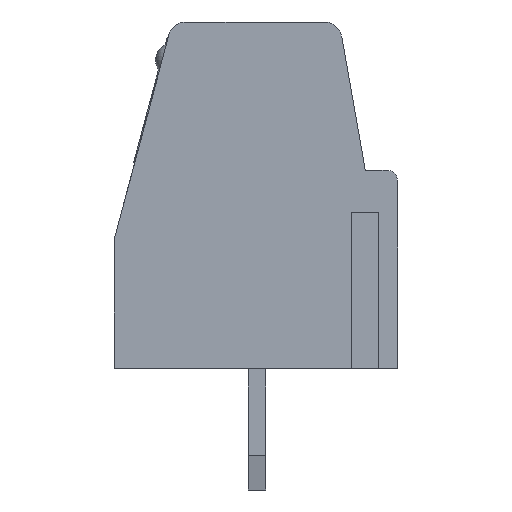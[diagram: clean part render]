
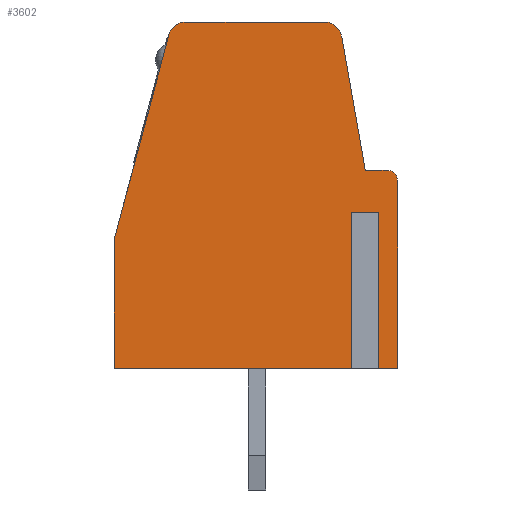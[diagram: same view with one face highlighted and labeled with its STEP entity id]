
A CAD part, left-side view. The second image highlights one B-rep face of the part: STEP entity #3602.
In plain terms, the highlighted planar face has unit normal (-1, 0, 0).
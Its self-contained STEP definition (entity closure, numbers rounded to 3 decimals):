
#3602=ADVANCED_FACE('',(#6625),#6626,.F.);
#6625=FACE_OUTER_BOUND('',#10187,.T.);
#6626=PLANE('',#10188);
#10187=EDGE_LOOP('',(#16466,#16467,#16468,#16469,#16470,#16471,#16472,#16473,#16474,#16475,#16476,#16477,#16478,#16479));
#10188=AXIS2_PLACEMENT_3D('',#16480,#16481,#16482);
#16466=ORIENTED_EDGE('',*,*,#18780,.F.);
#16467=ORIENTED_EDGE('',*,*,#18781,.F.);
#16468=ORIENTED_EDGE('',*,*,#18782,.F.);
#16469=ORIENTED_EDGE('',*,*,#18783,.F.);
#16470=ORIENTED_EDGE('',*,*,#18522,.F.);
#16471=ORIENTED_EDGE('',*,*,#18509,.F.);
#16472=ORIENTED_EDGE('',*,*,#18525,.T.);
#16473=ORIENTED_EDGE('',*,*,#18528,.F.);
#16474=ORIENTED_EDGE('',*,*,#18531,.T.);
#16475=ORIENTED_EDGE('',*,*,#18537,.T.);
#16476=ORIENTED_EDGE('',*,*,#18540,.T.);
#16477=ORIENTED_EDGE('',*,*,#18565,.T.);
#16478=ORIENTED_EDGE('',*,*,#18784,.T.);
#16479=ORIENTED_EDGE('',*,*,#18785,.F.);
#16480=CARTESIAN_POINT('',(0.,4.239,3.926));
#16481=DIRECTION('',(1.0,0.0,0.0));
#16482=DIRECTION('',(0.0,1.0,0.0));
#18509=EDGE_CURVE('',#21350,#21348,#21352,.T.);
#18522=EDGE_CURVE('',#21348,#21373,#21375,.T.);
#18525=EDGE_CURVE('',#21350,#21377,#21379,.T.);
#18528=EDGE_CURVE('',#21381,#21377,#21383,.T.);
#18531=EDGE_CURVE('',#21381,#21385,#21387,.T.);
#18537=EDGE_CURVE('',#21385,#21392,#21394,.T.);
#18540=EDGE_CURVE('',#21392,#21396,#21398,.T.);
#18565=EDGE_CURVE('',#21396,#21432,#21434,.T.);
#18780=EDGE_CURVE('',#21741,#21742,#21743,.T.);
#18781=EDGE_CURVE('',#21744,#21741,#21745,.T.);
#18782=EDGE_CURVE('',#21746,#21744,#21747,.T.);
#18783=EDGE_CURVE('',#21373,#21746,#21748,.T.);
#18784=EDGE_CURVE('',#21432,#21749,#21750,.T.);
#18785=EDGE_CURVE('',#21742,#21749,#21751,.T.);
#21348=VERTEX_POINT('',#25513);
#21350=VERTEX_POINT('',#25516);
#21352=CIRCLE('',#25519,0.3);
#21373=VERTEX_POINT('',#25550);
#21375=LINE('',#25553,#25554);
#21377=VERTEX_POINT('',#25556);
#21379=LINE('',#25559,#25560);
#21381=VERTEX_POINT('',#25562);
#21383=LINE('',#25565,#25566);
#21385=VERTEX_POINT('',#25568);
#21387=CIRCLE('',#25571,0.5);
#21392=VERTEX_POINT('',#25576);
#21394=LINE('',#25579,#25580);
#21396=VERTEX_POINT('',#25582);
#21398=CIRCLE('',#25585,0.5);
#21432=VERTEX_POINT('',#25630);
#21434=LINE('',#25633,#25634);
#21741=VERTEX_POINT('',#26084);
#21742=VERTEX_POINT('',#26085);
#21743=LINE('',#26086,#26087);
#21744=VERTEX_POINT('',#26088);
#21745=LINE('',#26089,#26090);
#21746=VERTEX_POINT('',#26091);
#21747=LINE('',#26092,#26093);
#21748=LINE('',#26094,#26095);
#21749=VERTEX_POINT('',#26096);
#21750=LINE('',#26097,#26098);
#21751=LINE('',#26099,#26100);
#25513=CARTESIAN_POINT('',(0.,0.,5.4));
#25516=CARTESIAN_POINT('',(0.,0.3,5.7));
#25519=AXIS2_PLACEMENT_3D('',#27691,#27692,#27693);
#25550=CARTESIAN_POINT('',(0.,0.,0.0));
#25553=CARTESIAN_POINT('',(0.,0.,3.926));
#25554=VECTOR('',#27705,1.0);
#25556=CARTESIAN_POINT('',(0.,0.928,5.7));
#25559=CARTESIAN_POINT('',(0.,0.,5.7));
#25560=VECTOR('',#27707,1.0);
#25562=CARTESIAN_POINT('',(0.,1.608,9.557));
#25565=CARTESIAN_POINT('',(0.,1.681,9.97));
#25566=VECTOR('',#27709,1.0);
#25568=CARTESIAN_POINT('',(0.,2.1,9.97));
#25571=AXIS2_PLACEMENT_3D('',#27711,#27712,#27713);
#25576=CARTESIAN_POINT('',(0.,6.097,9.97));
#25579=CARTESIAN_POINT('',(0.,1.625,9.97));
#25580=VECTOR('',#27724,1.0);
#25582=CARTESIAN_POINT('',(0.,6.58,9.599));
#25585=AXIS2_PLACEMENT_3D('',#27726,#27727,#27728);
#25630=CARTESIAN_POINT('',(0.,8.15,3.74));
#25633=CARTESIAN_POINT('',(0.,8.1,3.926));
#25634=VECTOR('',#27762,1.0);
#26084=CARTESIAN_POINT('',(0.,1.137,4.5));
#26085=CARTESIAN_POINT('',(0.,1.137,0.0));
#26086=CARTESIAN_POINT('',(0.,1.137,3.926));
#26087=VECTOR('',#27936,1.0);
#26088=CARTESIAN_POINT('',(0.,0.723,4.5));
#26089=CARTESIAN_POINT('',(0.,4.239,4.5));
#26090=VECTOR('',#27937,1.0);
#26091=CARTESIAN_POINT('',(0.,0.723,0.0));
#26092=CARTESIAN_POINT('',(0.,0.723,3.926));
#26093=VECTOR('',#27938,1.0);
#26094=CARTESIAN_POINT('',(0.,0.,0.0));
#26095=VECTOR('',#27939,1.0);
#26096=CARTESIAN_POINT('',(0.,8.15,0.0));
#26097=CARTESIAN_POINT('',(0.,8.15,3.926));
#26098=VECTOR('',#27940,1.0);
#26099=CARTESIAN_POINT('',(0.,0.,0.0));
#26100=VECTOR('',#27941,1.0);
#27691=CARTESIAN_POINT('',(0.,0.3,5.4));
#27692=DIRECTION('',(1.0,0.0,0.0));
#27693=DIRECTION('',(0.0,1.0,0.0));
#27705=DIRECTION('',(0.0,0.0,-1.0));
#27707=DIRECTION('',(0.0,1.0,0.0));
#27709=DIRECTION('',(0.0,-0.174,-0.985));
#27711=CARTESIAN_POINT('',(0.,2.1,9.47));
#27712=DIRECTION('',(-1.0,0.0,0.0));
#27713=DIRECTION('',(0.0,-1.0,0.0));
#27724=DIRECTION('',(0.0,1.0,0.0));
#27726=CARTESIAN_POINT('',(0.,6.097,9.47));
#27727=DIRECTION('',(-1.0,0.0,0.0));
#27728=DIRECTION('',(0.0,-1.0,0.0));
#27762=DIRECTION('',(0.0,0.259,-0.966));
#27936=DIRECTION('',(0.0,0.0,-1.0));
#27937=DIRECTION('',(0.0,1.0,0.0));
#27938=DIRECTION('',(0.0,0.0,1.0));
#27939=DIRECTION('',(0.0,1.0,0.0));
#27940=DIRECTION('',(0.0,0.0,-1.0));
#27941=DIRECTION('',(0.0,1.0,0.0));
